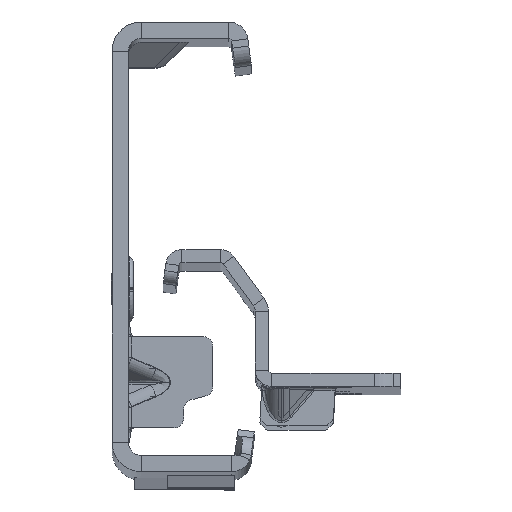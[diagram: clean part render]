
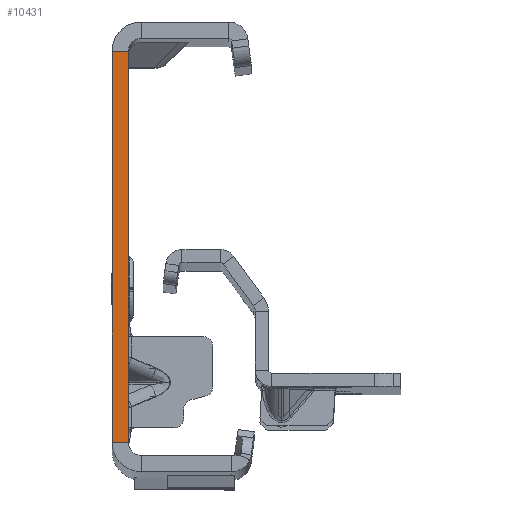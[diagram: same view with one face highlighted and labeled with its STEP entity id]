
A CAD part, top view. The second image highlights one B-rep face of the part: STEP entity #10431.
In plain terms, the highlighted planar face has unit normal (0, 0, 1).
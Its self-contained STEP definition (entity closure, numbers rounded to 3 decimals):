
#201 = VERTEX_POINT ( 'NONE', #5282 ) ;
#468 = CARTESIAN_POINT ( 'NONE',  ( 0., -30., 0. ) ) ;
#1288 = ORIENTED_EDGE ( 'NONE', *, *, #11104, .F. ) ;
#1440 = CARTESIAN_POINT ( 'NONE',  ( -2.5, 30., 0. ) ) ;
#1510 = ORIENTED_EDGE ( 'NONE', *, *, #5997, .T. ) ;
#1858 = DIRECTION ( 'NONE',  ( -1., 0., 0. ) ) ;
#2097 = LINE ( 'NONE', #468, #4026 ) ;
#3015 = VERTEX_POINT ( 'NONE', #1440 ) ;
#3440 = LINE ( 'NONE', #10743, #14115 ) ;
#4026 = VECTOR ( 'NONE', #1858, 1000. ) ;
#4113 = EDGE_LOOP ( 'NONE', ( #1288, #1510, #16331, #13003 ) ) ;
#4417 = CARTESIAN_POINT ( 'NONE',  ( -2.5, -32., 0. ) ) ;
#4662 = VERTEX_POINT ( 'NONE', #9305 ) ;
#5282 = CARTESIAN_POINT ( 'NONE',  ( 0., 30., 0. ) ) ;
#5288 = LINE ( 'NONE', #12999, #14693 ) ;
#5997 = EDGE_CURVE ( 'NONE', #201, #3015, #5288, .T. ) ;
#6797 = DIRECTION ( 'NONE',  ( -1., 0., 0. ) ) ;
#9053 = VERTEX_POINT ( 'NONE', #14403 ) ;
#9305 = CARTESIAN_POINT ( 'NONE',  ( -2.5, -30., 0. ) ) ;
#10431 = ADVANCED_FACE ( 'NONE', ( #14270 ), #21650, .T. ) ;
#10743 = CARTESIAN_POINT ( 'NONE',  ( 0., -32., 0. ) ) ;
#11104 = EDGE_CURVE ( 'NONE', #201, #9053, #3440, .T. ) ;
#11871 = LINE ( 'NONE', #17895, #23247 ) ;
#12380 = DIRECTION ( 'NONE',  ( 1., 0., 0. ) ) ;
#12869 = AXIS2_PLACEMENT_3D ( 'NONE', #4417, #23634, #12380 ) ;
#12999 = CARTESIAN_POINT ( 'NONE',  ( 0., 30., 0. ) ) ;
#13003 = ORIENTED_EDGE ( 'NONE', *, *, #19250, .F. ) ;
#14115 = VECTOR ( 'NONE', #16531, 1000. ) ;
#14270 = FACE_OUTER_BOUND ( 'NONE', #4113, .T. ) ;
#14403 = CARTESIAN_POINT ( 'NONE',  ( 0., -30., 0. ) ) ;
#14693 = VECTOR ( 'NONE', #6797, 1000. ) ;
#16331 = ORIENTED_EDGE ( 'NONE', *, *, #19609, .T. ) ;
#16531 = DIRECTION ( 'NONE',  ( 0., -1., 0. ) ) ;
#17639 = DIRECTION ( 'NONE',  ( 0., -1., 0. ) ) ;
#17895 = CARTESIAN_POINT ( 'NONE',  ( -2.5, -32., 0. ) ) ;
#19250 = EDGE_CURVE ( 'NONE', #9053, #4662, #2097, .T. ) ;
#19609 = EDGE_CURVE ( 'NONE', #3015, #4662, #11871, .T. ) ;
#21650 = PLANE ( 'NONE',  #12869 ) ;
#23247 = VECTOR ( 'NONE', #17639, 1000. ) ;
#23634 = DIRECTION ( 'NONE',  ( 0., 0., 1. ) ) ;
